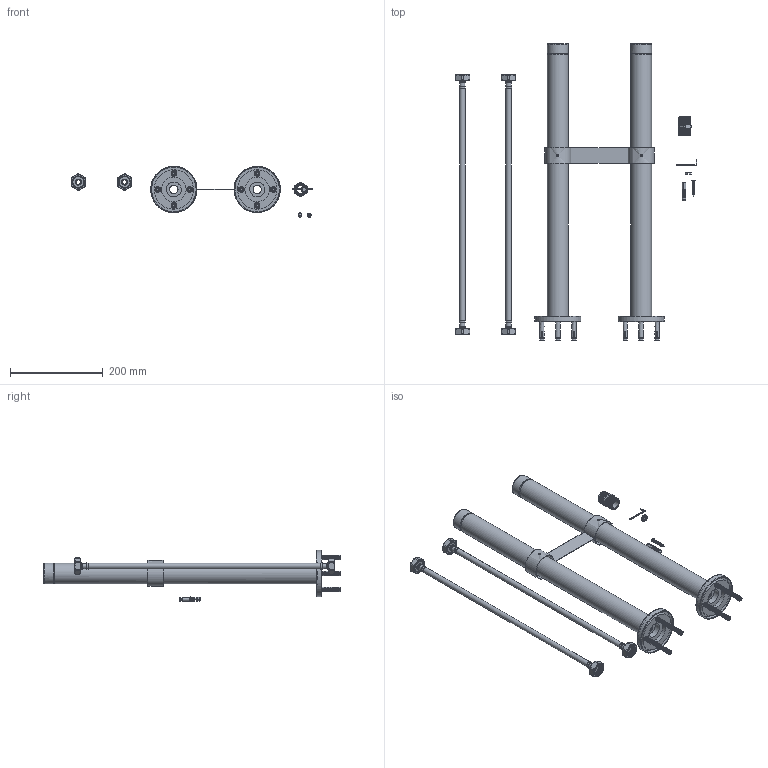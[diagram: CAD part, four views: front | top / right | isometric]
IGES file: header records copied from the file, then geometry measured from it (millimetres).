
Global section: file name: ARCW7 NKL; native system: AutoCAD 2016 - English; preprocessor: Autodesk Translation Framework DWG producer (atf_dwg_producer); organization: unknown; date: 20170207.120552; units: millimetre
Bounding box: 522.54 x 640.08 x 111.03 mm (x, y, z)
Volume: 647663.8 mm3; surface area: 544832.5 mm2
Topology: 46 solids, 46 shells, 1584 faces, 4578 edges, 3136 vertices
Faces by surface type: bspline 1584
